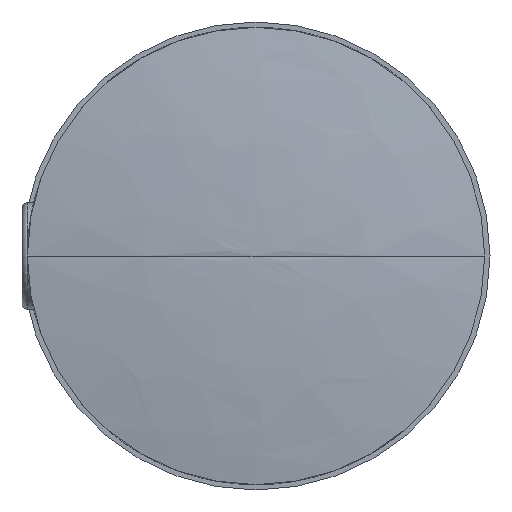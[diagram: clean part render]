
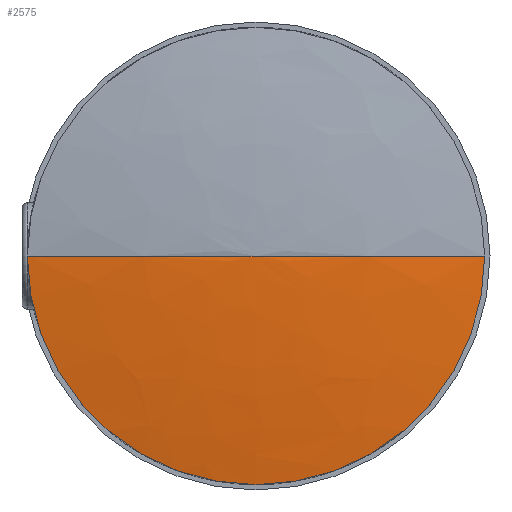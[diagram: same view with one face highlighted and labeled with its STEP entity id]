
A CAD part, left-side view. The second image highlights one B-rep face of the part: STEP entity #2575.
In plain terms, the highlighted free-form (B-spline) face has degree [2, 3] with [3, 4] control points.
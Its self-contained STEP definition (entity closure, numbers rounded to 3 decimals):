
#59 = EDGE_CURVE ( 'NONE', #3624, #3269, #3915, .T. ) ;
#154 = CARTESIAN_POINT ( 'NONE',  ( -70.773, -5.274, 0. ) ) ;
#188 = CARTESIAN_POINT ( 'NONE',  ( -70.773, -5.274, 0. ) ) ;
#215 = CARTESIAN_POINT ( 'NONE',  ( -70.753, 0., 0. ) ) ;
#621 = CARTESIAN_POINT ( 'NONE',  ( -70.773, 5.274, -10.547 ) ) ;
#674 = CARTESIAN_POINT ( 'NONE',  ( -69.926, 10.75, -21.5 ) ) ;
#787 = EDGE_LOOP ( 'NONE', ( #3617, #4331, #4074, #2717 ) ) ;
#941 = VERTEX_POINT ( 'NONE', #5296 ) ;
#1024 = B_SPLINE_CURVE_WITH_KNOTS ( 'NONE', 2,
 ( #2301, #154, #4104 ),
 .UNSPECIFIED., .F., .F.,
 ( 3, 3 ),
 ( 0., 1. ),
 .UNSPECIFIED. ) ;
#1058 = EDGE_CURVE ( 'NONE', #4509, #3269, #1024, .T. ) ;
#1260 = EDGE_CURVE ( 'NONE', #3624, #941, #3822, .T. ) ;
#1385 = CARTESIAN_POINT ( 'NONE',  ( -70.753, 0., 0. ) ) ;
#1642 = CARTESIAN_POINT ( 'NONE',  ( -69.926, 0., 0. ) ) ;
#1672 = DIRECTION ( 'NONE',  ( -1., 0., 0. ) ) ;
#1761 = AXIS2_PLACEMENT_3D ( 'NONE', #3247, #4495, #2408 ) ;
#1912 = CARTESIAN_POINT ( 'NONE',  ( -70.753, 0., 0. ) ) ;
#1943 = CARTESIAN_POINT ( 'NONE',  ( -70.753, 0., 0. ) ) ;
#2301 = CARTESIAN_POINT ( 'NONE',  ( -69.926, -10.75, 0. ) ) ;
#2389 = CARTESIAN_POINT ( 'NONE',  ( -69.926, -10.75, -21.5 ) ) ;
#2408 = DIRECTION ( 'NONE',  ( 0., 0., 1. ) ) ;
#2416 = FACE_OUTER_BOUND ( 'NONE', #787, .T. ) ;
#2575 = ADVANCED_FACE ( 'NONE', ( #2416 ), #4563, .F. ) ;
#2717 = ORIENTED_EDGE ( 'NONE', *, *, #1260, .T. ) ;
#2755 = CARTESIAN_POINT ( 'NONE',  ( -70.753, 0., 0. ) ) ;
#2818 = CARTESIAN_POINT ( 'NONE',  ( -69.926, 10.75, 0. ) ) ;
#3232 = CARTESIAN_POINT ( 'NONE',  ( -70.773, 5.274, 0. ) ) ;
#3247 = CARTESIAN_POINT ( 'NONE',  ( -69.926, 0., 0. ) ) ;
#3269 = VERTEX_POINT ( 'NONE', #1385 ) ;
#3277 = AXIS2_PLACEMENT_3D ( 'NONE', #1642, #1672, #4157 ) ;
#3356 = CARTESIAN_POINT ( 'NONE',  ( -69.926, 10.75, 0. ) ) ;
#3499 = EDGE_CURVE ( 'NONE', #941, #4509, #3833, .T. ) ;
#3617 = ORIENTED_EDGE ( 'NONE', *, *, #3499, .T. ) ;
#3624 = VERTEX_POINT ( 'NONE', #2818 ) ;
#3708 = CARTESIAN_POINT ( 'NONE',  ( -69.926, -10.75, 0. ) ) ;
#3822 = CIRCLE ( 'NONE', #3277, 10.75 ) ;
#3833 = CIRCLE ( 'NONE', #1761, 10.75 ) ;
#3915 = B_SPLINE_CURVE_WITH_KNOTS ( 'NONE', 2,
 ( #3356, #5114, #4666 ),
 .UNSPECIFIED., .F., .F.,
 ( 3, 3 ),
 ( 0., 1. ),
 .UNSPECIFIED. ) ;
#4074 = ORIENTED_EDGE ( 'NONE', *, *, #59, .F. ) ;
#4104 = CARTESIAN_POINT ( 'NONE',  ( -70.753, 0., 0. ) ) ;
#4135 = CARTESIAN_POINT ( 'NONE',  ( -69.926, 10.75, 0. ) ) ;
#4157 = DIRECTION ( 'NONE',  ( 0., 0., 1. ) ) ;
#4253 = CARTESIAN_POINT ( 'NONE',  ( -69.926, -10.75, 0. ) ) ;
#4331 = ORIENTED_EDGE ( 'NONE', *, *, #1058, .T. ) ;
#4481 = CARTESIAN_POINT ( 'NONE',  ( -70.773, -5.274, -10.547 ) ) ;
#4495 = DIRECTION ( 'NONE',  ( -1., 0., 0. ) ) ;
#4509 = VERTEX_POINT ( 'NONE', #4253 ) ;
#4563 =( BOUNDED_SURFACE ( )  B_SPLINE_SURFACE ( 2, 3, ( 
 ( #4135, #674, #2389, #3708 ),
 ( #3232, #621, #4481, #188 ),
 ( #215, #2755, #1943, #1912 ) ),
 .UNSPECIFIED., .F., .F., .T. ) 
 B_SPLINE_SURFACE_WITH_KNOTS ( ( 3, 3 ),
 ( 4, 4 ),
 ( 0., 1. ),
 ( 0., 1. ),
 .UNSPECIFIED. ) 
 GEOMETRIC_REPRESENTATION_ITEM ( )  RATIONAL_B_SPLINE_SURFACE ( (
 ( 1., 0.333, 0.333, 1.),
 ( 1., 0.333, 0.333, 1.),
 ( 1., 0.333, 0.333, 1.) ) ) 
 REPRESENTATION_ITEM ( '' )  SURFACE ( )  );
#4666 = CARTESIAN_POINT ( 'NONE',  ( -70.753, 0., 0. ) ) ;
#5114 = CARTESIAN_POINT ( 'NONE',  ( -70.773, 5.274, 0. ) ) ;
#5296 = CARTESIAN_POINT ( 'NONE',  ( -69.926, 0., -10.75 ) ) ;
